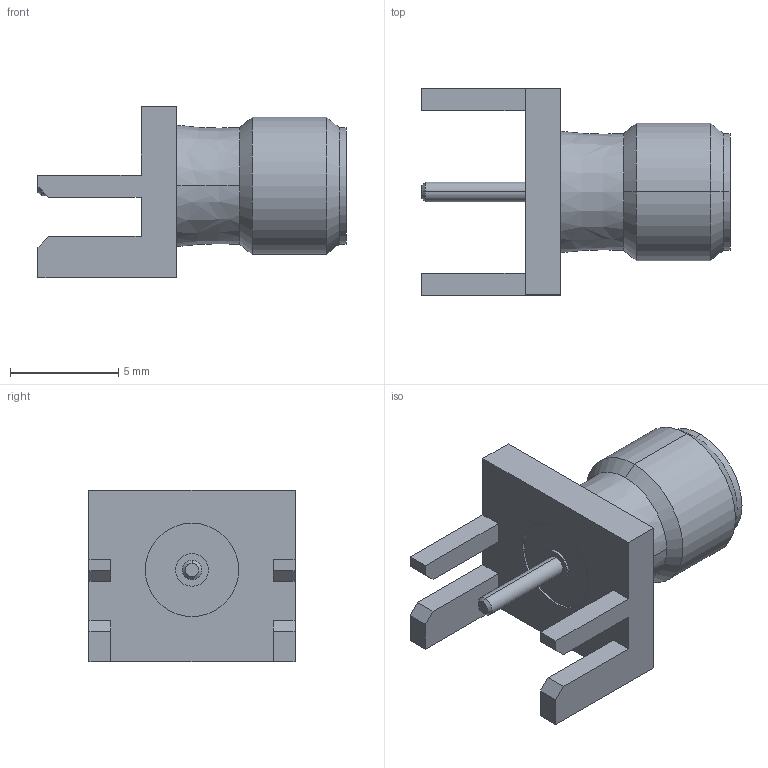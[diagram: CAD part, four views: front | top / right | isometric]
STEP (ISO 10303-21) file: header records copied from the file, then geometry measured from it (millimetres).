
FILE_DESCRIPTION (( 'STEP AP214' ), '1' );
FILE_NAME ('User Library-32K145-400L5.STEP', '2017-03-01T15:01:05', ( 'Windows User' ), ( '' ), 'SwSTEP 2.0', 'SolidWorks 2017', '' );
FILE_SCHEMA (( 'AUTOMOTIVE_DESIGN' ));
Length unit declared in the file: millimetre
Products named in the file (1): User Library-32K145-400L5
Bounding box: 14.2 x 9.5 x 7.9 mm (x, y, z)
Volume: 336.1 mm3; surface area: 498 mm2
Topology: 1 solids, 1 shells, 71 faces, 177 edges, 113 vertices
Faces by surface type: plane 38, cylinder 20, cone 11, bspline 2
Entity records: 2942 total; most frequent: CARTESIAN_POINT 402, DIRECTION 371, ORIENTED_EDGE 350, EDGE_CURVE 175, AXIS2_PLACEMENT_3D 130, VERTEX_POINT 113, VECTOR 111, LINE 111
